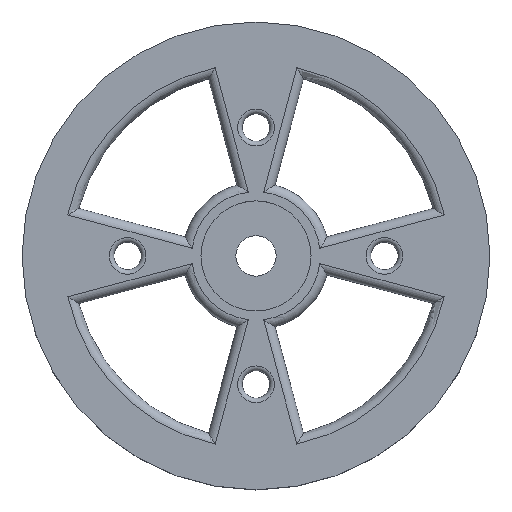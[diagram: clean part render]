
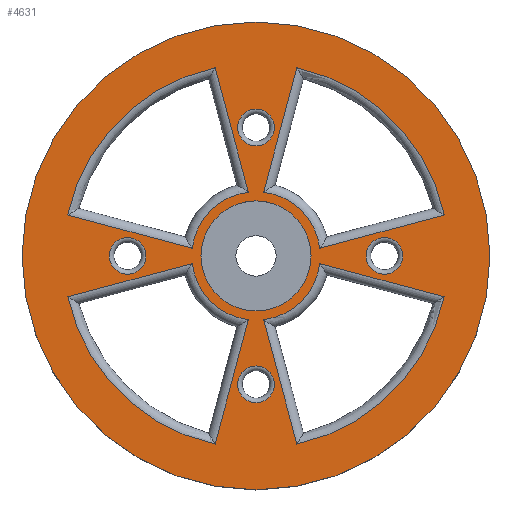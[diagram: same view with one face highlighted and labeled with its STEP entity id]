
A CAD part, top view. The second image highlights one B-rep face of the part: STEP entity #4631.
In plain terms, the highlighted planar face has unit normal (0, 0, 1).
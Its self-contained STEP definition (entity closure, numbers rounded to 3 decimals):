
#191=FACE_BOUND('',#862,.T.);
#192=FACE_BOUND('',#863,.T.);
#193=FACE_BOUND('',#864,.T.);
#194=FACE_BOUND('',#865,.T.);
#195=FACE_BOUND('',#866,.T.);
#196=FACE_BOUND('',#867,.T.);
#197=FACE_BOUND('',#868,.T.);
#198=FACE_BOUND('',#869,.T.);
#199=FACE_BOUND('',#870,.T.);
#316=CIRCLE('',#5017,10.5);
#317=CIRCLE('',#5021,3.5);
#319=CIRCLE('',#5024,12.75);
#320=CIRCLE('',#5025,3.5);
#321=CIRCLE('',#5026,10.5);
#322=CIRCLE('',#5027,3.5);
#323=CIRCLE('',#5028,10.5);
#324=CIRCLE('',#5029,1.);
#325=CIRCLE('',#5030,1.);
#326=CIRCLE('',#5031,3.);
#327=CIRCLE('',#5032,1.);
#328=CIRCLE('',#5033,1.);
#329=CIRCLE('',#5034,3.5);
#330=CIRCLE('',#5035,10.5);
#611=FACE_OUTER_BOUND('',#861,.T.);
#861=EDGE_LOOP('',(#3698));
#862=EDGE_LOOP('',(#3699,#3700,#3701,#3702));
#863=EDGE_LOOP('',(#3703,#3704,#3705,#3706));
#864=EDGE_LOOP('',(#3707));
#865=EDGE_LOOP('',(#3708));
#866=EDGE_LOOP('',(#3709));
#867=EDGE_LOOP('',(#3710));
#868=EDGE_LOOP('',(#3711));
#869=EDGE_LOOP('',(#3712,#3713,#3714,#3715));
#870=EDGE_LOOP('',(#3716,#3717,#3718,#3719));
#1280=LINE('',#7766,#1703);
#1282=LINE('',#7799,#1705);
#1283=LINE('',#7808,#1706);
#1284=LINE('',#7812,#1707);
#1285=LINE('',#7816,#1708);
#1286=LINE('',#7820,#1709);
#1287=LINE('',#7834,#1710);
#1288=LINE('',#7838,#1711);
#1703=VECTOR('',#6009,10.);
#1705=VECTOR('',#6013,10.);
#1706=VECTOR('',#6024,10.);
#1707=VECTOR('',#6027,10.);
#1708=VECTOR('',#6030,10.);
#1709=VECTOR('',#6033,10.);
#1710=VECTOR('',#6046,10.);
#1711=VECTOR('',#6049,10.);
#2130=VERTEX_POINT('',#7733);
#2131=VERTEX_POINT('',#7734);
#2132=VERTEX_POINT('',#7765);
#2134=VERTEX_POINT('',#7784);
#2135=VERTEX_POINT('',#7804);
#2136=VERTEX_POINT('',#7806);
#2137=VERTEX_POINT('',#7807);
#2138=VERTEX_POINT('',#7809);
#2139=VERTEX_POINT('',#7811);
#2140=VERTEX_POINT('',#7814);
#2141=VERTEX_POINT('',#7815);
#2142=VERTEX_POINT('',#7817);
#2143=VERTEX_POINT('',#7819);
#2144=VERTEX_POINT('',#7822);
#2145=VERTEX_POINT('',#7824);
#2146=VERTEX_POINT('',#7826);
#2147=VERTEX_POINT('',#7828);
#2148=VERTEX_POINT('',#7830);
#2149=VERTEX_POINT('',#7832);
#2150=VERTEX_POINT('',#7833);
#2151=VERTEX_POINT('',#7835);
#2152=VERTEX_POINT('',#7837);
#2695=EDGE_CURVE('',#2130,#2131,#316,.T.);
#2698=EDGE_CURVE('',#2131,#2132,#1280,.T.);
#2702=EDGE_CURVE('',#2134,#2130,#1282,.T.);
#2703=EDGE_CURVE('',#2132,#2134,#317,.T.);
#2705=EDGE_CURVE('',#2135,#2135,#319,.T.);
#2706=EDGE_CURVE('',#2136,#2137,#1283,.T.);
#2707=EDGE_CURVE('',#2138,#2136,#320,.T.);
#2708=EDGE_CURVE('',#2139,#2138,#1284,.T.);
#2709=EDGE_CURVE('',#2137,#2139,#321,.T.);
#2710=EDGE_CURVE('',#2140,#2141,#1285,.T.);
#2711=EDGE_CURVE('',#2142,#2140,#322,.T.);
#2712=EDGE_CURVE('',#2143,#2142,#1286,.T.);
#2713=EDGE_CURVE('',#2141,#2143,#323,.T.);
#2714=EDGE_CURVE('',#2144,#2144,#324,.T.);
#2715=EDGE_CURVE('',#2145,#2145,#325,.T.);
#2716=EDGE_CURVE('',#2146,#2146,#326,.T.);
#2717=EDGE_CURVE('',#2147,#2147,#327,.T.);
#2718=EDGE_CURVE('',#2148,#2148,#328,.T.);
#2719=EDGE_CURVE('',#2149,#2150,#1287,.T.);
#2720=EDGE_CURVE('',#2151,#2149,#329,.T.);
#2721=EDGE_CURVE('',#2152,#2151,#1288,.T.);
#2722=EDGE_CURVE('',#2150,#2152,#330,.T.);
#3698=ORIENTED_EDGE('',*,*,#2705,.T.);
#3699=ORIENTED_EDGE('',*,*,#2706,.F.);
#3700=ORIENTED_EDGE('',*,*,#2707,.F.);
#3701=ORIENTED_EDGE('',*,*,#2708,.F.);
#3702=ORIENTED_EDGE('',*,*,#2709,.F.);
#3703=ORIENTED_EDGE('',*,*,#2710,.F.);
#3704=ORIENTED_EDGE('',*,*,#2711,.F.);
#3705=ORIENTED_EDGE('',*,*,#2712,.F.);
#3706=ORIENTED_EDGE('',*,*,#2713,.F.);
#3707=ORIENTED_EDGE('',*,*,#2714,.F.);
#3708=ORIENTED_EDGE('',*,*,#2715,.F.);
#3709=ORIENTED_EDGE('',*,*,#2716,.T.);
#3710=ORIENTED_EDGE('',*,*,#2717,.F.);
#3711=ORIENTED_EDGE('',*,*,#2718,.F.);
#3712=ORIENTED_EDGE('',*,*,#2719,.F.);
#3713=ORIENTED_EDGE('',*,*,#2720,.F.);
#3714=ORIENTED_EDGE('',*,*,#2721,.F.);
#3715=ORIENTED_EDGE('',*,*,#2722,.F.);
#3716=ORIENTED_EDGE('',*,*,#2695,.F.);
#3717=ORIENTED_EDGE('',*,*,#2702,.F.);
#3718=ORIENTED_EDGE('',*,*,#2703,.F.);
#3719=ORIENTED_EDGE('',*,*,#2698,.F.);
#4454=PLANE('',#5023);
#4631=ADVANCED_FACE('',(#611,#191,#192,#193,#194,#195,#196,#197,#198,#199),
#4454,.T.);
#5017=AXIS2_PLACEMENT_3D('',#7735,#6005,#6006);
#5021=AXIS2_PLACEMENT_3D('',#7801,#6016,#6017);
#5023=AXIS2_PLACEMENT_3D('',#7803,#6020,#6021);
#5024=AXIS2_PLACEMENT_3D('',#7805,#6022,#6023);
#5025=AXIS2_PLACEMENT_3D('',#7810,#6025,#6026);
#5026=AXIS2_PLACEMENT_3D('',#7813,#6028,#6029);
#5027=AXIS2_PLACEMENT_3D('',#7818,#6031,#6032);
#5028=AXIS2_PLACEMENT_3D('',#7821,#6034,#6035);
#5029=AXIS2_PLACEMENT_3D('',#7823,#6036,#6037);
#5030=AXIS2_PLACEMENT_3D('',#7825,#6038,#6039);
#5031=AXIS2_PLACEMENT_3D('',#7827,#6040,#6041);
#5032=AXIS2_PLACEMENT_3D('',#7829,#6042,#6043);
#5033=AXIS2_PLACEMENT_3D('',#7831,#6044,#6045);
#5034=AXIS2_PLACEMENT_3D('',#7836,#6047,#6048);
#5035=AXIS2_PLACEMENT_3D('',#7839,#6050,#6051);
#6005=DIRECTION('center_axis',(0.,0.,1.));
#6006=DIRECTION('ref_axis',(0.707,-0.707,0.));
#6009=DIRECTION('',(-0.966,0.259,0.));
#6013=DIRECTION('',(0.259,-0.966,0.));
#6016=DIRECTION('center_axis',(0.,0.,-1.));
#6017=DIRECTION('ref_axis',(0.707,-0.707,0.));
#6020=DIRECTION('center_axis',(0.,0.,1.));
#6021=DIRECTION('ref_axis',(1.,0.,0.));
#6022=DIRECTION('center_axis',(0.,0.,1.));
#6023=DIRECTION('ref_axis',(1.,0.,0.));
#6024=DIRECTION('',(-0.966,-0.259,0.));
#6025=DIRECTION('center_axis',(0.,0.,-1.));
#6026=DIRECTION('ref_axis',(-0.707,-0.707,0.));
#6027=DIRECTION('',(0.259,0.966,0.));
#6028=DIRECTION('center_axis',(0.,0.,1.));
#6029=DIRECTION('ref_axis',(-0.707,-0.707,0.));
#6030=DIRECTION('',(-0.259,0.966,0.));
#6031=DIRECTION('center_axis',(0.,0.,-1.));
#6032=DIRECTION('ref_axis',(-0.707,0.707,0.));
#6033=DIRECTION('',(0.966,-0.259,0.));
#6034=DIRECTION('center_axis',(0.,0.,1.));
#6035=DIRECTION('ref_axis',(-0.707,0.707,0.));
#6036=DIRECTION('center_axis',(0.,0.,1.));
#6037=DIRECTION('ref_axis',(0.,1.,0.));
#6038=DIRECTION('center_axis',(0.,0.,1.));
#6039=DIRECTION('ref_axis',(0.,-1.,0.));
#6040=DIRECTION('center_axis',(0.,0.,-1.));
#6041=DIRECTION('ref_axis',(1.,0.,0.));
#6042=DIRECTION('center_axis',(0.,0.,1.));
#6043=DIRECTION('ref_axis',(-1.,0.,0.));
#6044=DIRECTION('center_axis',(0.,0.,1.));
#6045=DIRECTION('ref_axis',(1.,0.,0.));
#6046=DIRECTION('',(0.966,0.259,0.));
#6047=DIRECTION('center_axis',(0.,0.,-1.));
#6048=DIRECTION('ref_axis',(0.707,0.707,0.));
#6049=DIRECTION('',(-0.259,-0.966,0.));
#6050=DIRECTION('center_axis',(0.,0.,1.));
#6051=DIRECTION('ref_axis',(0.707,0.707,0.));
#7733=CARTESIAN_POINT('',(2.232,-10.26,5.));
#7734=CARTESIAN_POINT('',(10.26,-2.232,5.));
#7735=CARTESIAN_POINT('Origin',(0.,0.,5.));
#7765=CARTESIAN_POINT('',(3.475,-0.414,5.));
#7766=CARTESIAN_POINT('',(2.061,-0.035,5.));
#7784=CARTESIAN_POINT('',(0.414,-3.475,5.));
#7799=CARTESIAN_POINT('',(0.811,-4.959,5.));
#7801=CARTESIAN_POINT('Origin',(0.,0.,5.));
#7803=CARTESIAN_POINT('Origin',(0.,0.,5.));
#7804=CARTESIAN_POINT('',(-12.75,0.,5.));
#7805=CARTESIAN_POINT('Origin',(0.,0.,5.));
#7806=CARTESIAN_POINT('',(-3.475,-0.414,5.));
#7807=CARTESIAN_POINT('',(-10.26,-2.232,5.));
#7808=CARTESIAN_POINT('',(-4.959,-0.811,5.));
#7809=CARTESIAN_POINT('',(-0.414,-3.475,5.));
#7810=CARTESIAN_POINT('Origin',(0.,0.,5.));
#7811=CARTESIAN_POINT('',(-2.232,-10.26,5.));
#7812=CARTESIAN_POINT('',(-0.035,-2.061,5.));
#7813=CARTESIAN_POINT('Origin',(0.,0.,5.));
#7814=CARTESIAN_POINT('',(-0.414,3.475,5.));
#7815=CARTESIAN_POINT('',(-2.232,10.26,5.));
#7816=CARTESIAN_POINT('',(-0.811,4.959,5.));
#7817=CARTESIAN_POINT('',(-3.475,0.414,5.));
#7818=CARTESIAN_POINT('Origin',(0.,0.,5.));
#7819=CARTESIAN_POINT('',(-10.26,2.232,5.));
#7820=CARTESIAN_POINT('',(-2.061,0.035,5.));
#7821=CARTESIAN_POINT('Origin',(0.,0.,5.));
#7822=CARTESIAN_POINT('',(8.,0.,5.));
#7823=CARTESIAN_POINT('Origin',(7.,0.,5.));
#7824=CARTESIAN_POINT('',(-6.,0.,5.));
#7825=CARTESIAN_POINT('Origin',(-7.,0.,5.));
#7826=CARTESIAN_POINT('',(-3.,0.,5.));
#7827=CARTESIAN_POINT('Origin',(0.,0.,5.));
#7828=CARTESIAN_POINT('',(1.,7.,5.));
#7829=CARTESIAN_POINT('Origin',(0.,7.,5.));
#7830=CARTESIAN_POINT('',(1.,-7.,5.));
#7831=CARTESIAN_POINT('Origin',(0.,-7.,5.));
#7832=CARTESIAN_POINT('',(3.475,0.414,5.));
#7833=CARTESIAN_POINT('',(10.26,2.232,5.));
#7834=CARTESIAN_POINT('',(4.959,0.811,5.));
#7835=CARTESIAN_POINT('',(0.414,3.475,5.));
#7836=CARTESIAN_POINT('Origin',(0.,0.,5.));
#7837=CARTESIAN_POINT('',(2.232,10.26,5.));
#7838=CARTESIAN_POINT('',(0.035,2.061,5.));
#7839=CARTESIAN_POINT('Origin',(0.,0.,5.));
